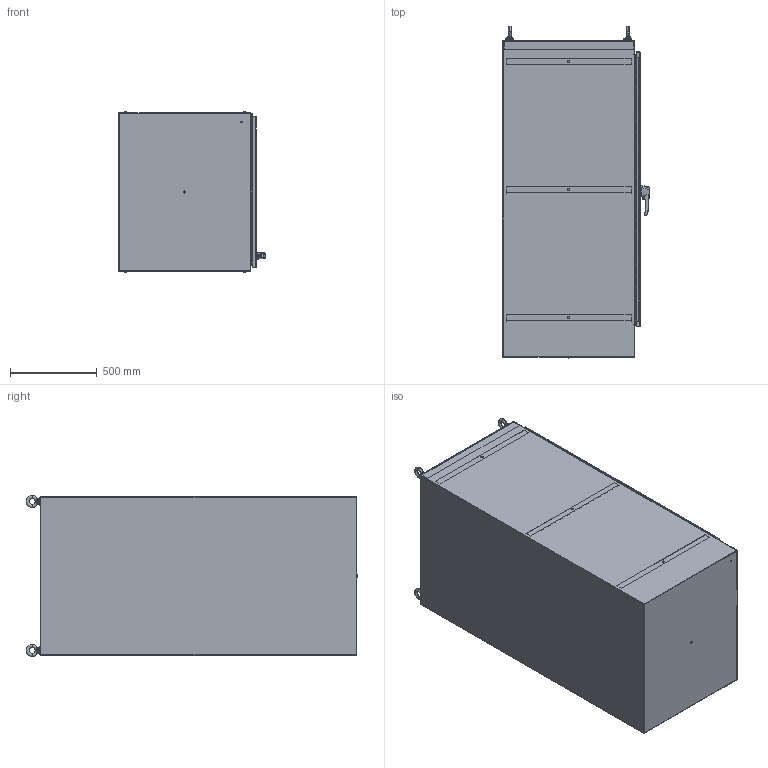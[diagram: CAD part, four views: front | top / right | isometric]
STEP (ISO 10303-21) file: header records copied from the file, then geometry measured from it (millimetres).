
FILE_DESCRIPTION (( 'STEP AP214' ), '1' );
FILE_NAME ('HN4FS723630SS.STEP', '2019-09-03T19:19:39', ( '' ), ( '' ), 'SwSTEP 2.0', 'SolidWorks 2018', '' );
FILE_SCHEMA (( 'AUTOMOTIVE_DESIGN' ));
Length unit declared in the file: inch
Products named in the file (1): HN4FS723630SS
Bounding box: 847.39 x 1917.43 x 929.74 mm (x, y, z)
Volume: 21825119.9 mm3; surface area: 17984705.3 mm2
Topology: 62 solids, 63 shells, 2004 faces, 5300 edges, 3418 vertices
Faces by surface type: plane 899, cylinder 880, bspline 103, cone 90, torus 32
Entity records: 106832 total; most frequent: CARTESIAN_POINT 31825, ORIENTED_EDGE 10552, DIRECTION 10377, EDGE_CURVE 5276, AXIS2_PLACEMENT_3D 3732, VERTEX_POINT 3418, LINE 2913, VECTOR 2913
